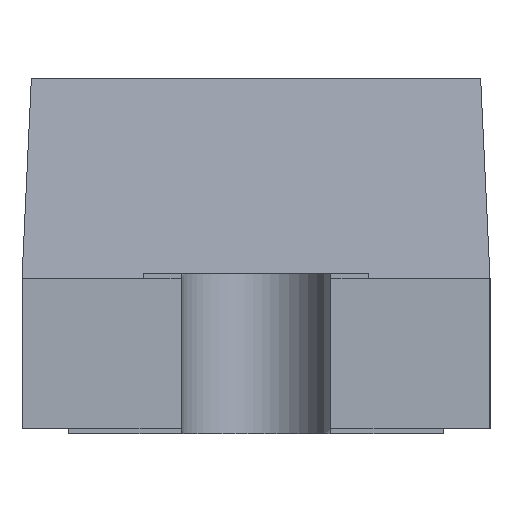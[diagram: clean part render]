
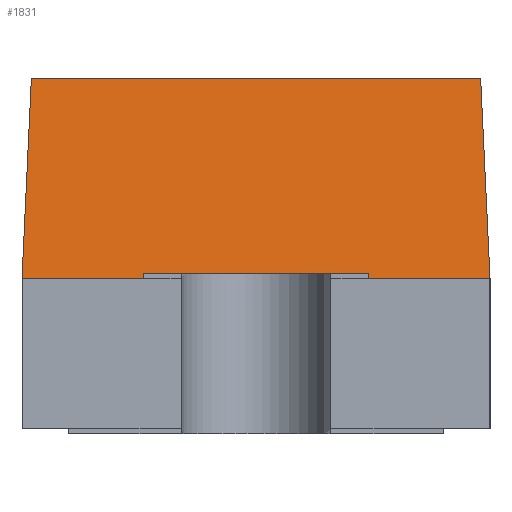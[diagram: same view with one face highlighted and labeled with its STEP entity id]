
A CAD part, left-side view. The second image highlights one B-rep face of the part: STEP entity #1831.
In plain terms, the highlighted free-form (B-spline) face has degree [1, 1] with [2, 2] control points.
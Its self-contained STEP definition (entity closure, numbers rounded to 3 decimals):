
#708 = B_SPLINE_SURFACE_WITH_KNOTS('',1,1,(
    (#709,#710)
    ,(#711,#712
    )),.UNSPECIFIED.,.F.,.F.,.F.,(2,2),(2,2),(0.,1.4),(0.,1.),
  .PIECEWISE_BEZIER_KNOTS.);
#709 = CARTESIAN_POINT('',(0.56,-0.4,0.257));
#710 = CARTESIAN_POINT('',(0.52,-0.384,0.6));
#711 = CARTESIAN_POINT('',(-0.56,-0.4,0.257));
#712 = CARTESIAN_POINT('',(-0.52,-0.384,0.6));
#735 = B_SPLINE_SURFACE_WITH_KNOTS('',1,1,(
    (#736,#737)
    ,(#738,#739
    )),.UNSPECIFIED.,.F.,.F.,.F.,(2,2),(2,2),(0.,1.769),(
    -0.882,0.882),.PIECEWISE_BEZIER_KNOTS.);
#736 = CARTESIAN_POINT('',(-0.998,-0.031,0.6)
  );
#737 = CARTESIAN_POINT('',(-0.042,0.799,0.6)
  );
#738 = CARTESIAN_POINT('',(0.042,-0.799,0.6)
  );
#739 = CARTESIAN_POINT('',(0.998,0.031,0.6));
#759 = B_SPLINE_SURFACE_WITH_KNOTS('',1,1,(
    (#760,#761)
    ,(#762,#763
    )),.UNSPECIFIED.,.F.,.F.,.F.,(2,2),(2,2),(0.,1.4),(0.,1.),
  .PIECEWISE_BEZIER_KNOTS.);
#760 = CARTESIAN_POINT('',(-0.56,0.4,0.257));
#761 = CARTESIAN_POINT('',(-0.52,0.384,0.6));
#762 = CARTESIAN_POINT('',(0.56,0.4,0.257));
#763 = CARTESIAN_POINT('',(0.52,0.384,0.6));
#1148 = VERTEX_POINT('',#1149);
#1149 = CARTESIAN_POINT('',(-0.56,0.4,0.257));
#1161 = B_SPLINE_SURFACE_WITH_KNOTS('',1,1,(
    (#1162,#1163)
    ,(#1164,#1165
    )),.UNSPECIFIED.,.F.,.F.,.F.,(2,2),(2,2),(0.,2.),(
    -1.25,0.),.PIECEWISE_BEZIER_KNOTS.);
#1162 = CARTESIAN_POINT('',(-0.8,-0.4,0.257));
#1163 = CARTESIAN_POINT('',(-0.8,0.4,0.257));
#1164 = CARTESIAN_POINT('',(0.8,-0.4,0.257));
#1165 = CARTESIAN_POINT('',(0.8,0.4,0.257));
#1218 = VERTEX_POINT('',#1219);
#1219 = CARTESIAN_POINT('',(-0.52,0.384,0.6));
#1238 = EDGE_CURVE('',#1148,#1218,#1239,.T.);
#1239 = SURFACE_CURVE('',#1240,(#1243,#1250),.PCURVE_S1.);
#1240 = B_SPLINE_CURVE_WITH_KNOTS('',1,(#1241,#1242),.UNSPECIFIED.,.F.,
  .F.,(2,2),(0.,1.),.PIECEWISE_BEZIER_KNOTS.);
#1241 = CARTESIAN_POINT('',(-0.56,0.4,0.257));
#1242 = CARTESIAN_POINT('',(-0.52,0.384,0.6));
#1243 = PCURVE('',#759,#1244);
#1244 = DEFINITIONAL_REPRESENTATION('',(#1245),#1249);
#1245 = B_SPLINE_CURVE_WITH_KNOTS('',2,(#1246,#1247,#1248),
  .UNSPECIFIED.,.F.,.F.,(3,3),(0.,1.),.PIECEWISE_BEZIER_KNOTS.);
#1246 = CARTESIAN_POINT('',(0.,0.));
#1247 = CARTESIAN_POINT('',(0.,0.5));
#1248 = CARTESIAN_POINT('',(0.,1.));
#1249 = ( GEOMETRIC_REPRESENTATION_CONTEXT(2) 
PARAMETRIC_REPRESENTATION_CONTEXT() REPRESENTATION_CONTEXT('2D SPACE',''
  ) );
#1250 = PCURVE('',#1251,#1256);
#1251 = B_SPLINE_SURFACE_WITH_KNOTS('',1,1,(
    (#1252,#1253)
    ,(#1254,#1255
  )),.UNSPECIFIED.,.F.,.F.,.F.,(2,2),(2,2),(0.,1.25),(0.,1.),
  .PIECEWISE_BEZIER_KNOTS.);
#1252 = CARTESIAN_POINT('',(-0.56,-0.4,0.257));
#1253 = CARTESIAN_POINT('',(-0.52,-0.384,0.6));
#1254 = CARTESIAN_POINT('',(-0.56,0.4,0.257));
#1255 = CARTESIAN_POINT('',(-0.52,0.384,0.6));
#1256 = DEFINITIONAL_REPRESENTATION('',(#1257),#1261);
#1257 = B_SPLINE_CURVE_WITH_KNOTS('',2,(#1258,#1259,#1260),
  .UNSPECIFIED.,.F.,.F.,(3,3),(0.,1.),.PIECEWISE_BEZIER_KNOTS.);
#1258 = CARTESIAN_POINT('',(1.25,0.));
#1259 = CARTESIAN_POINT('',(1.25,0.5));
#1260 = CARTESIAN_POINT('',(1.25,1.));
#1261 = ( GEOMETRIC_REPRESENTATION_CONTEXT(2) 
PARAMETRIC_REPRESENTATION_CONTEXT() REPRESENTATION_CONTEXT('2D SPACE',''
  ) );
#1269 = VERTEX_POINT('',#1270);
#1270 = CARTESIAN_POINT('',(-0.52,-0.384,0.6));
#1289 = EDGE_CURVE('',#1269,#1218,#1290,.T.);
#1290 = SURFACE_CURVE('',#1291,(#1294,#1300),.PCURVE_S1.);
#1291 = B_SPLINE_CURVE_WITH_KNOTS('',1,(#1292,#1293),.UNSPECIFIED.,.F.,
  .F.,(2,2),(0.,1.2),.PIECEWISE_BEZIER_KNOTS.);
#1292 = CARTESIAN_POINT('',(-0.52,-0.384,0.6));
#1293 = CARTESIAN_POINT('',(-0.52,0.384,0.6));
#1294 = PCURVE('',#735,#1295);
#1295 = DEFINITIONAL_REPRESENTATION('',(#1296),#1299);
#1296 = B_SPLINE_CURVE_WITH_KNOTS('',1,(#1297,#1298),.UNSPECIFIED.,.F.,
  .F.,(2,2),(0.,1.2),.PIECEWISE_BEZIER_KNOTS.);
#1297 = CARTESIAN_POINT('',(0.814,-0.882));
#1298 = CARTESIAN_POINT('',(0.,0.));
#1299 = ( GEOMETRIC_REPRESENTATION_CONTEXT(2) 
PARAMETRIC_REPRESENTATION_CONTEXT() REPRESENTATION_CONTEXT('2D SPACE',''
  ) );
#1300 = PCURVE('',#1251,#1301);
#1301 = DEFINITIONAL_REPRESENTATION('',(#1302),#1306);
#1302 = B_SPLINE_CURVE_WITH_KNOTS('',2,(#1303,#1304,#1305),
  .UNSPECIFIED.,.F.,.F.,(3,3),(0.,1.2),.PIECEWISE_BEZIER_KNOTS.);
#1303 = CARTESIAN_POINT('',(0.,1.));
#1304 = CARTESIAN_POINT('',(0.625,1.));
#1305 = CARTESIAN_POINT('',(1.25,1.));
#1306 = ( GEOMETRIC_REPRESENTATION_CONTEXT(2) 
PARAMETRIC_REPRESENTATION_CONTEXT() REPRESENTATION_CONTEXT('2D SPACE',''
  ) );
#1312 = VERTEX_POINT('',#1313);
#1313 = CARTESIAN_POINT('',(-0.56,-0.4,0.257));
#1333 = EDGE_CURVE('',#1312,#1269,#1334,.T.);
#1334 = SURFACE_CURVE('',#1335,(#1338,#1345),.PCURVE_S1.);
#1335 = B_SPLINE_CURVE_WITH_KNOTS('',1,(#1336,#1337),.UNSPECIFIED.,.F.,
  .F.,(2,2),(0.,1.),.PIECEWISE_BEZIER_KNOTS.);
#1336 = CARTESIAN_POINT('',(-0.56,-0.4,0.257));
#1337 = CARTESIAN_POINT('',(-0.52,-0.384,0.6));
#1338 = PCURVE('',#708,#1339);
#1339 = DEFINITIONAL_REPRESENTATION('',(#1340),#1344);
#1340 = B_SPLINE_CURVE_WITH_KNOTS('',2,(#1341,#1342,#1343),
  .UNSPECIFIED.,.F.,.F.,(3,3),(0.,1.),.PIECEWISE_BEZIER_KNOTS.);
#1341 = CARTESIAN_POINT('',(1.4,0.));
#1342 = CARTESIAN_POINT('',(1.4,0.5));
#1343 = CARTESIAN_POINT('',(1.4,1.));
#1344 = ( GEOMETRIC_REPRESENTATION_CONTEXT(2) 
PARAMETRIC_REPRESENTATION_CONTEXT() REPRESENTATION_CONTEXT('2D SPACE',''
  ) );
#1345 = PCURVE('',#1251,#1346);
#1346 = DEFINITIONAL_REPRESENTATION('',(#1347),#1351);
#1347 = B_SPLINE_CURVE_WITH_KNOTS('',2,(#1348,#1349,#1350),
  .UNSPECIFIED.,.F.,.F.,(3,3),(0.,1.),.PIECEWISE_BEZIER_KNOTS.);
#1348 = CARTESIAN_POINT('',(0.,0.));
#1349 = CARTESIAN_POINT('',(0.,0.5));
#1350 = CARTESIAN_POINT('',(0.,1.));
#1351 = ( GEOMETRIC_REPRESENTATION_CONTEXT(2) 
PARAMETRIC_REPRESENTATION_CONTEXT() REPRESENTATION_CONTEXT('2D SPACE',''
  ) );
#1375 = B_SPLINE_SURFACE_WITH_KNOTS('',1,1,(
    (#1376,#1377)
    ,(#1378,#1379
    )),.UNSPECIFIED.,.F.,.F.,.F.,(2,2),(2,2),(0.,2.),(
    -1.25,0.),.PIECEWISE_BEZIER_KNOTS.);
#1376 = CARTESIAN_POINT('',(-0.8,-0.4,0.257));
#1377 = CARTESIAN_POINT('',(-0.8,0.4,0.257));
#1378 = CARTESIAN_POINT('',(0.8,-0.4,0.257));
#1379 = CARTESIAN_POINT('',(0.8,0.4,0.257));
#1773 = VERTEX_POINT('',#1774);
#1774 = CARTESIAN_POINT('',(-0.56,0.,0.257));
#1812 = EDGE_CURVE('',#1773,#1148,#1813,.T.);
#1813 = SURFACE_CURVE('',#1814,(#1817,#1824),.PCURVE_S1.);
#1814 = B_SPLINE_CURVE_WITH_KNOTS('',1,(#1815,#1816),.UNSPECIFIED.,.F.,
  .F.,(2,2),(0.,1.25),.PIECEWISE_BEZIER_KNOTS.);
#1815 = CARTESIAN_POINT('',(-0.56,-0.4,0.257));
#1816 = CARTESIAN_POINT('',(-0.56,0.4,0.257));
#1817 = PCURVE('',#1161,#1818);
#1818 = DEFINITIONAL_REPRESENTATION('',(#1819),#1823);
#1819 = B_SPLINE_CURVE_WITH_KNOTS('',2,(#1820,#1821,#1822),
  .UNSPECIFIED.,.F.,.F.,(3,3),(0.625,1.25),
  .PIECEWISE_BEZIER_KNOTS.);
#1820 = CARTESIAN_POINT('',(0.3,-0.625));
#1821 = CARTESIAN_POINT('',(0.3,-0.312));
#1822 = CARTESIAN_POINT('',(0.3,0.));
#1823 = ( GEOMETRIC_REPRESENTATION_CONTEXT(2) 
PARAMETRIC_REPRESENTATION_CONTEXT() REPRESENTATION_CONTEXT('2D SPACE',''
  ) );
#1824 = PCURVE('',#1251,#1825);
#1825 = DEFINITIONAL_REPRESENTATION('',(#1826),#1830);
#1826 = B_SPLINE_CURVE_WITH_KNOTS('',2,(#1827,#1828,#1829),
  .UNSPECIFIED.,.F.,.F.,(3,3),(0.,1.25),.PIECEWISE_BEZIER_KNOTS.);
#1827 = CARTESIAN_POINT('',(0.,0.));
#1828 = CARTESIAN_POINT('',(0.625,0.));
#1829 = CARTESIAN_POINT('',(1.25,0.));
#1830 = ( GEOMETRIC_REPRESENTATION_CONTEXT(2) 
PARAMETRIC_REPRESENTATION_CONTEXT() REPRESENTATION_CONTEXT('2D SPACE',''
  ) );
#1831 = ADVANCED_FACE('',(#1832),#1251,.F.);
#1832 = FACE_BOUND('',#1833,.F.);
#1833 = EDGE_LOOP('',(#1834,#1854,#1855,#1856,#1857));
#1834 = ORIENTED_EDGE('',*,*,#1835,.T.);
#1835 = EDGE_CURVE('',#1312,#1773,#1836,.T.);
#1836 = SURFACE_CURVE('',#1837,(#1840,#1847),.PCURVE_S1.);
#1837 = B_SPLINE_CURVE_WITH_KNOTS('',1,(#1838,#1839),.UNSPECIFIED.,.F.,
  .F.,(2,2),(0.,1.25),.PIECEWISE_BEZIER_KNOTS.);
#1838 = CARTESIAN_POINT('',(-0.56,-0.4,0.257));
#1839 = CARTESIAN_POINT('',(-0.56,0.4,0.257));
#1840 = PCURVE('',#1251,#1841);
#1841 = DEFINITIONAL_REPRESENTATION('',(#1842),#1846);
#1842 = B_SPLINE_CURVE_WITH_KNOTS('',2,(#1843,#1844,#1845),
  .UNSPECIFIED.,.F.,.F.,(3,3),(0.,1.25),.PIECEWISE_BEZIER_KNOTS.);
#1843 = CARTESIAN_POINT('',(0.,0.));
#1844 = CARTESIAN_POINT('',(0.625,0.));
#1845 = CARTESIAN_POINT('',(1.25,0.));
#1846 = ( GEOMETRIC_REPRESENTATION_CONTEXT(2) 
PARAMETRIC_REPRESENTATION_CONTEXT() REPRESENTATION_CONTEXT('2D SPACE',''
  ) );
#1847 = PCURVE('',#1375,#1848);
#1848 = DEFINITIONAL_REPRESENTATION('',(#1849),#1853);
#1849 = B_SPLINE_CURVE_WITH_KNOTS('',2,(#1850,#1851,#1852),
  .UNSPECIFIED.,.F.,.F.,(3,3),(0.,0.625),
  .PIECEWISE_BEZIER_KNOTS.);
#1850 = CARTESIAN_POINT('',(0.3,-1.25));
#1851 = CARTESIAN_POINT('',(0.3,-0.937));
#1852 = CARTESIAN_POINT('',(0.3,-0.625));
#1853 = ( GEOMETRIC_REPRESENTATION_CONTEXT(2) 
PARAMETRIC_REPRESENTATION_CONTEXT() REPRESENTATION_CONTEXT('2D SPACE',''
  ) );
#1854 = ORIENTED_EDGE('',*,*,#1812,.T.);
#1855 = ORIENTED_EDGE('',*,*,#1238,.T.);
#1856 = ORIENTED_EDGE('',*,*,#1289,.F.);
#1857 = ORIENTED_EDGE('',*,*,#1333,.F.);
